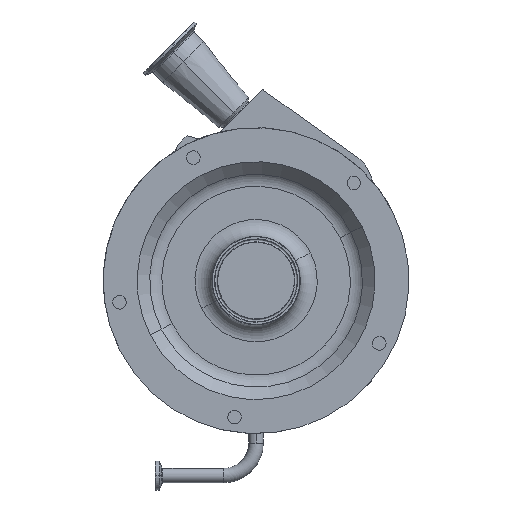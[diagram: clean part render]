
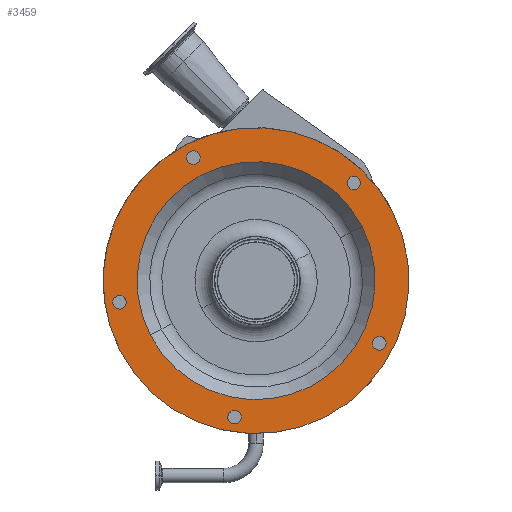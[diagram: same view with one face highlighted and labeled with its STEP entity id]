
A CAD part, top view. The second image highlights one B-rep face of the part: STEP entity #3459.
In plain terms, the highlighted planar face has unit normal (0, 0, 1).
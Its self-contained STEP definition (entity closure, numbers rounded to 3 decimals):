
#666 = EDGE_LOOP ( 'NONE', ( #7019, #10117 ) ) ;
#747 = CARTESIAN_POINT ( 'NONE',  ( 120.286, 61.289, 222. ) ) ;
#834 = AXIS2_PLACEMENT_3D ( 'NONE', #7748, #17912, #2163 ) ;
#988 = AXIS2_PLACEMENT_3D ( 'NONE', #5213, #11142, #8281 ) ;
#1175 = EDGE_CURVE ( 'NONE', #3407, #1786, #12980, .T. ) ;
#1270 = AXIS2_PLACEMENT_3D ( 'NONE', #10100, #8625, #16850 ) ;
#1293 = FACE_BOUND ( 'NONE', #2504, .T. ) ;
#1762 = EDGE_LOOP ( 'NONE', ( #9676, #15626 ) ) ;
#1770 = EDGE_CURVE ( 'NONE', #9257, #10842, #16840, .T. ) ;
#1786 = VERTEX_POINT ( 'NONE', #9653 ) ;
#2163 = DIRECTION ( 'NONE',  ( 0.891, 0.454, 0. ) ) ;
#2479 = EDGE_CURVE ( 'NONE', #4840, #12244, #9218, .T. ) ;
#2504 = EDGE_LOOP ( 'NONE', ( #5654, #10726 ) ) ;
#2527 = DIRECTION ( 'NONE',  ( 0., 0., 1. ) ) ;
#2876 = FACE_BOUND ( 'NONE', #666, .T. ) ;
#2936 = VERTEX_POINT ( 'NONE', #18206 ) ;
#2973 = CARTESIAN_POINT ( 'NONE',  ( 86.267, 86.267, 222. ) ) ;
#3183 = EDGE_CURVE ( 'NONE', #8169, #4481, #8039, .T. ) ;
#3309 = DIRECTION ( 'NONE',  ( -0.988, 0.156, 0. ) ) ;
#3362 = CIRCLE ( 'NONE', #10461, 6. ) ;
#3376 = DIRECTION ( 'NONE',  ( 0., 0., 1. ) ) ;
#3397 = CARTESIAN_POINT ( 'NONE',  ( -19.085, -120.498, 222. ) ) ;
#3407 = VERTEX_POINT ( 'NONE', #9745 ) ;
#3433 = EDGE_LOOP ( 'NONE', ( #11011, #18035 ) ) ;
#3449 = ORIENTED_EDGE ( 'NONE', *, *, #16347, .T. ) ;
#3459 = ADVANCED_FACE ( 'NONE', ( #13986, #1293, #6971, #5571, #16948, #4270, #2876 ), #14174, .F. ) ;
#3466 = CARTESIAN_POINT ( 'NONE',  ( -119.559, -25.011, 222. ) ) ;
#3994 = CARTESIAN_POINT ( 'NONE',  ( 93.556, 47.669, 222. ) ) ;
#4019 = VERTEX_POINT ( 'NONE', #13312 ) ;
#4057 = DIRECTION ( 'NONE',  ( 0., 0., 1. ) ) ;
#4270 = FACE_BOUND ( 'NONE', #3433, .T. ) ;
#4281 = DIRECTION ( 'NONE',  ( 0., 0., 1. ) ) ;
#4335 = CARTESIAN_POINT ( 'NONE',  ( 82.024, 90.51, 222. ) ) ;
#4354 = DIRECTION ( 'NONE',  ( 0., 0., 1. ) ) ;
#4381 = EDGE_LOOP ( 'NONE', ( #10662, #16383 ) ) ;
#4481 = VERTEX_POINT ( 'NONE', #3466 ) ;
#4533 = CIRCLE ( 'NONE', #988, 6. ) ;
#4781 = ORIENTED_EDGE ( 'NONE', *, *, #7094, .F. ) ;
#4840 = VERTEX_POINT ( 'NONE', #15407 ) ;
#5021 = DIRECTION ( 'NONE',  ( -0.156, 0.988, 0. ) ) ;
#5213 = CARTESIAN_POINT ( 'NONE',  ( 108.703, -55.387, 222. ) ) ;
#5571 = FACE_BOUND ( 'NONE', #7480, .T. ) ;
#5639 = DIRECTION ( 'NONE',  ( 0.891, 0.454, 0. ) ) ;
#5654 = ORIENTED_EDGE ( 'NONE', *, *, #5856, .F. ) ;
#5709 = CARTESIAN_POINT ( 'NONE',  ( -13.159, -121.437, 222. ) ) ;
#5762 = CARTESIAN_POINT ( 'NONE',  ( 108.703, -55.387, 222. ) ) ;
#5791 = EDGE_CURVE ( 'NONE', #18231, #13655, #4533, .T. ) ;
#5856 = EDGE_CURVE ( 'NONE', #10842, #9257, #13999, .T. ) ;
#5858 = AXIS2_PLACEMENT_3D ( 'NONE', #7926, #13557, #9584 ) ;
#6191 = EDGE_CURVE ( 'NONE', #14995, #2936, #17241, .T. ) ;
#6198 = AXIS2_PLACEMENT_3D ( 'NONE', #2973, #4354, #12597 ) ;
#6199 = AXIS2_PLACEMENT_3D ( 'NONE', #3397, #15978, #3309 ) ;
#6570 = EDGE_LOOP ( 'NONE', ( #15357, #3449 ) ) ;
#6794 = DIRECTION ( 'NONE',  ( 0.707, -0.707, 0. ) ) ;
#6971 = FACE_BOUND ( 'NONE', #1762, .T. ) ;
#7019 = ORIENTED_EDGE ( 'NONE', *, *, #13057, .F. ) ;
#7029 = CARTESIAN_POINT ( 'NONE',  ( -121.437, -13.159, 222. ) ) ;
#7094 = EDGE_CURVE ( 'NONE', #9973, #4019, #7817, .T. ) ;
#7132 = CARTESIAN_POINT ( 'NONE',  ( 0., 0., 222. ) ) ;
#7159 = DIRECTION ( 'NONE',  ( 0., 0., -1. ) ) ;
#7270 = EDGE_CURVE ( 'NONE', #4481, #8169, #3362, .T. ) ;
#7480 = EDGE_LOOP ( 'NONE', ( #15756, #4781 ) ) ;
#7674 = AXIS2_PLACEMENT_3D ( 'NONE', #5762, #11415, #12604 ) ;
#7748 = CARTESIAN_POINT ( 'NONE',  ( -55.387, 108.703, 222. ) ) ;
#7817 = CIRCLE ( 'NONE', #8985, 6. ) ;
#7907 = DIRECTION ( 'NONE',  ( 0., 0., 1. ) ) ;
#7926 = CARTESIAN_POINT ( 'NONE',  ( 0., 0., 222. ) ) ;
#8039 = CIRCLE ( 'NONE', #10384, 6. ) ;
#8169 = VERTEX_POINT ( 'NONE', #7029 ) ;
#8281 = DIRECTION ( 'NONE',  ( -0.454, -0.891, 0. ) ) ;
#8288 = EDGE_CURVE ( 'NONE', #4019, #9973, #17716, .T. ) ;
#8559 = AXIS2_PLACEMENT_3D ( 'NONE', #16194, #10288, #13248 ) ;
#8581 = CARTESIAN_POINT ( 'NONE',  ( 90.51, 82.024, 222. ) ) ;
#8625 = DIRECTION ( 'NONE',  ( 0., 0., 1. ) ) ;
#8637 = DIRECTION ( 'NONE',  ( 0., -1., 0. ) ) ;
#8690 = AXIS2_PLACEMENT_3D ( 'NONE', #15390, #2527, #6794 ) ;
#8821 = CIRCLE ( 'NONE', #5858, 105. ) ;
#8841 = CIRCLE ( 'NONE', #834, 6. ) ;
#8860 = CIRCLE ( 'NONE', #7674, 6. ) ;
#8924 = AXIS2_PLACEMENT_3D ( 'NONE', #7132, #4057, #5639 ) ;
#8985 = AXIS2_PLACEMENT_3D ( 'NONE', #11145, #16873, #13645 ) ;
#9218 = CIRCLE ( 'NONE', #8924, 105. ) ;
#9257 = VERTEX_POINT ( 'NONE', #4335 ) ;
#9505 = EDGE_CURVE ( 'NONE', #1786, #3407, #8841, .T. ) ;
#9565 = CARTESIAN_POINT ( 'NONE',  ( -120.498, -19.085, 222. ) ) ;
#9584 = DIRECTION ( 'NONE',  ( 0.891, 0.454, 0. ) ) ;
#9653 = CARTESIAN_POINT ( 'NONE',  ( -50.041, 111.427, 222. ) ) ;
#9676 = ORIENTED_EDGE ( 'NONE', *, *, #16138, .F. ) ;
#9745 = CARTESIAN_POINT ( 'NONE',  ( -60.733, 105.979, 222. ) ) ;
#9934 = DIRECTION ( 'NONE',  ( -0.156, 0.988, 0. ) ) ;
#9973 = VERTEX_POINT ( 'NONE', #5709 ) ;
#10100 = CARTESIAN_POINT ( 'NONE',  ( 0., 0., 222. ) ) ;
#10117 = ORIENTED_EDGE ( 'NONE', *, *, #2479, .F. ) ;
#10288 = DIRECTION ( 'NONE',  ( 0., 0., 1. ) ) ;
#10384 = AXIS2_PLACEMENT_3D ( 'NONE', #9565, #7907, #5021 ) ;
#10461 = AXIS2_PLACEMENT_3D ( 'NONE', #14365, #4281, #9934 ) ;
#10662 = ORIENTED_EDGE ( 'NONE', *, *, #3183, .F. ) ;
#10726 = ORIENTED_EDGE ( 'NONE', *, *, #1770, .F. ) ;
#10842 = VERTEX_POINT ( 'NONE', #8581 ) ;
#11011 = ORIENTED_EDGE ( 'NONE', *, *, #9505, .F. ) ;
#11142 = DIRECTION ( 'NONE',  ( 0., 0., 1. ) ) ;
#11145 = CARTESIAN_POINT ( 'NONE',  ( -19.085, -120.498, 222. ) ) ;
#11415 = DIRECTION ( 'NONE',  ( 0., 0., 1. ) ) ;
#11497 = CARTESIAN_POINT ( 'NONE',  ( -17.706, 34.749, 222. ) ) ;
#12244 = VERTEX_POINT ( 'NONE', #3994 ) ;
#12597 = DIRECTION ( 'NONE',  ( 0.707, -0.707, 0. ) ) ;
#12604 = DIRECTION ( 'NONE',  ( -0.454, -0.891, 0. ) ) ;
#12980 = CIRCLE ( 'NONE', #17407, 6. ) ;
#13057 = EDGE_CURVE ( 'NONE', #12244, #4840, #8821, .T. ) ;
#13248 = DIRECTION ( 'NONE',  ( 0.891, 0.454, 0. ) ) ;
#13284 = DIRECTION ( 'NONE',  ( 0.891, 0.454, 0. ) ) ;
#13312 = CARTESIAN_POINT ( 'NONE',  ( -25.011, -119.559, 222. ) ) ;
#13557 = DIRECTION ( 'NONE',  ( 0., 0., 1. ) ) ;
#13645 = DIRECTION ( 'NONE',  ( -0.988, 0.156, 0. ) ) ;
#13655 = VERTEX_POINT ( 'NONE', #16668 ) ;
#13986 = FACE_OUTER_BOUND ( 'NONE', #6570, .T. ) ;
#13999 = CIRCLE ( 'NONE', #8690, 6. ) ;
#14174 = PLANE ( 'NONE',  #16951 ) ;
#14365 = CARTESIAN_POINT ( 'NONE',  ( -120.498, -19.085, 222. ) ) ;
#14995 = VERTEX_POINT ( 'NONE', #747 ) ;
#15347 = CIRCLE ( 'NONE', #8559, 135. ) ;
#15357 = ORIENTED_EDGE ( 'NONE', *, *, #6191, .T. ) ;
#15390 = CARTESIAN_POINT ( 'NONE',  ( 86.267, 86.267, 222. ) ) ;
#15407 = CARTESIAN_POINT ( 'NONE',  ( -93.556, -47.669, 222. ) ) ;
#15626 = ORIENTED_EDGE ( 'NONE', *, *, #5791, .F. ) ;
#15756 = ORIENTED_EDGE ( 'NONE', *, *, #8288, .F. ) ;
#15978 = DIRECTION ( 'NONE',  ( 0., 0., 1. ) ) ;
#16138 = EDGE_CURVE ( 'NONE', #13655, #18231, #8860, .T. ) ;
#16194 = CARTESIAN_POINT ( 'NONE',  ( 0., 0., 222. ) ) ;
#16347 = EDGE_CURVE ( 'NONE', #2936, #14995, #15347, .T. ) ;
#16383 = ORIENTED_EDGE ( 'NONE', *, *, #7270, .F. ) ;
#16668 = CARTESIAN_POINT ( 'NONE',  ( 105.979, -60.733, 222. ) ) ;
#16840 = CIRCLE ( 'NONE', #6198, 6. ) ;
#16850 = DIRECTION ( 'NONE',  ( 0.891, 0.454, 0. ) ) ;
#16873 = DIRECTION ( 'NONE',  ( 0., 0., 1. ) ) ;
#16948 = FACE_BOUND ( 'NONE', #4381, .T. ) ;
#16951 = AXIS2_PLACEMENT_3D ( 'NONE', #11497, #7159, #8637 ) ;
#17241 = CIRCLE ( 'NONE', #1270, 135. ) ;
#17407 = AXIS2_PLACEMENT_3D ( 'NONE', #17447, #3376, #13284 ) ;
#17447 = CARTESIAN_POINT ( 'NONE',  ( -55.387, 108.703, 222. ) ) ;
#17599 = CARTESIAN_POINT ( 'NONE',  ( 111.427, -50.041, 222. ) ) ;
#17716 = CIRCLE ( 'NONE', #6199, 6. ) ;
#17912 = DIRECTION ( 'NONE',  ( 0., 0., 1. ) ) ;
#18035 = ORIENTED_EDGE ( 'NONE', *, *, #1175, .F. ) ;
#18206 = CARTESIAN_POINT ( 'NONE',  ( -120.286, -61.289, 222. ) ) ;
#18231 = VERTEX_POINT ( 'NONE', #17599 ) ;
